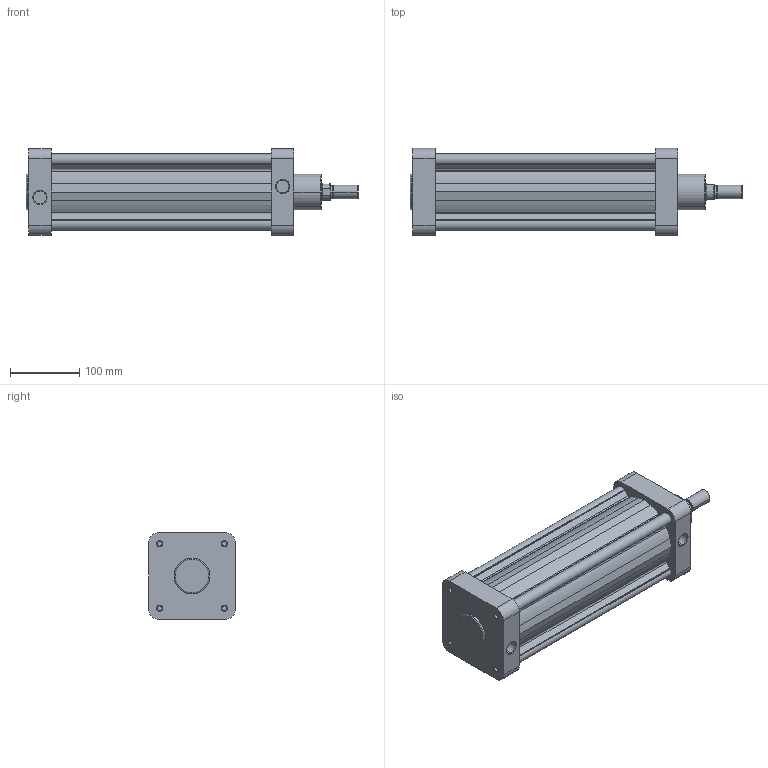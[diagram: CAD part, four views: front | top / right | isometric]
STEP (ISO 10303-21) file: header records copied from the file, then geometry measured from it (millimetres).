
FILE_DESCRIPTION (( 'STEP AP214' ), '1' );
FILE_NAME ('PAG 100-250 CYLINDER.STEP', '2010-08-05T06:03:52', ( '' ), ( '' ), 'SwSTEP 2.0', 'SolidWorks 2010', '' );
FILE_SCHEMA (( 'AUTOMOTIVE_DESIGN' ));
Length unit declared in the file: millimetre
Products named in the file (5): PNS-PAG   100 ARKA  KAPAK; PNS-PAG   100   烰   KAPAK; PNS-PAG 100 M尳; pag 100  boru; PAG  100-250 CYLINDER
Assembly tree (4 placements, depth 2):
  PAG  100-250 CYLINDER
    PNS-PAG   100 ARKA  KAPAK
    pag 100  boru
    PNS-PAG 100 M尳
    PNS-PAG   100   烰   KAPAK
Bounding box: 481 x 126 x 126 mm (x, y, z)
Volume: 2360019.3 mm3; surface area: 484213.4 mm2
Topology: 4 solids, 4 shells, 196 faces, 466 edges, 298 vertices
Faces by surface type: cylinder 90, plane 72, cone 28, torus 6
Entity records: 6200 total; most frequent: DIRECTION 1086, CARTESIAN_POINT 1007, ORIENTED_EDGE 932, EDGE_CURVE 466, AXIS2_PLACEMENT_3D 421, VERTEX_POINT 298, VECTOR 244, LINE 244
